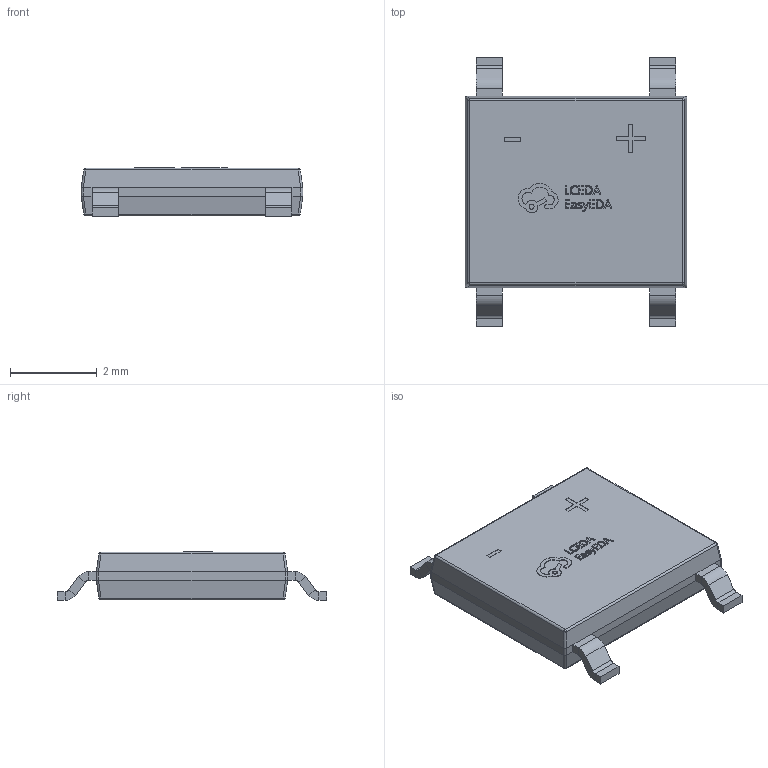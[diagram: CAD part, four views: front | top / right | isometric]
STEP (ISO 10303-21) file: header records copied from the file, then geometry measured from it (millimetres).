
FILE_DESCRIPTION (( 'STEP AP214' ), '1' );
FILE_NAME ('ABF_L5.1-W4.4-H1.1-LS6.2-P4.00.step', '2022-06-14T07:04:46', ( '' ), ( '' ), 'SwSTEP 2.0', 'SolidWorks 2020', '' );
FILE_SCHEMA (( 'AUTOMOTIVE_DESIGN' ));
Length unit declared in the file: millimetre
Products named in the file (1): ABF_L5.1-W4.4-H1.1-LS6.2-P4.00
Bounding box: 5.1 x 6.2 x 1.12 mm (x, y, z)
Volume: 24.7 mm3; surface area: 69.9 mm2
Topology: 1 solids, 1 shells, 372 faces, 943 edges, 594 vertices
Faces by surface type: plane 230, bspline 98, cylinder 36, sphere 8
Entity records: 15609 total; most frequent: CARTESIAN_POINT 3288, ORIENTED_EDGE 1886, DIRECTION 1325, EDGE_CURVE 943, VECTOR 663, LINE 663, VERTEX_POINT 594, EDGE_LOOP 393
